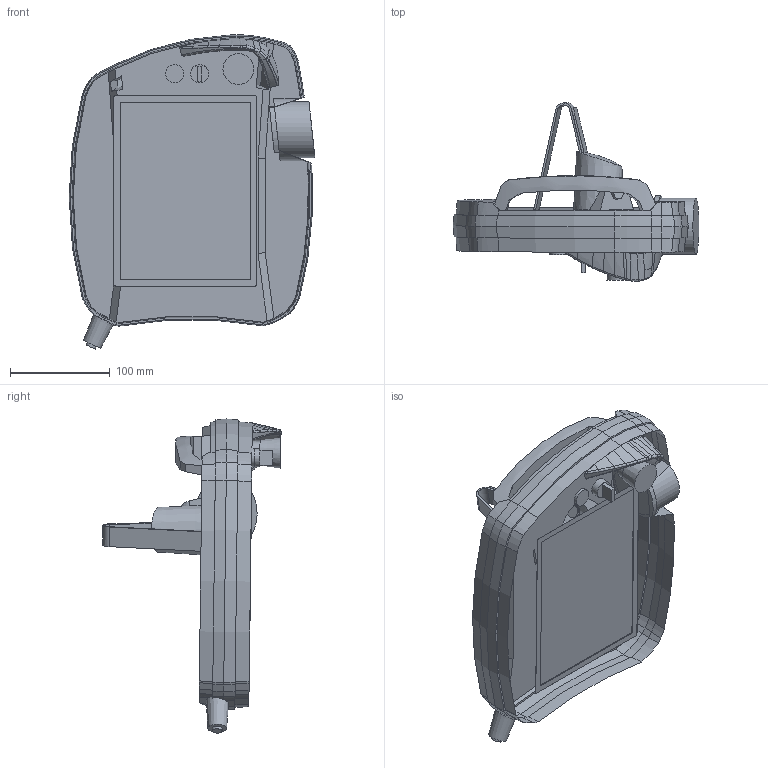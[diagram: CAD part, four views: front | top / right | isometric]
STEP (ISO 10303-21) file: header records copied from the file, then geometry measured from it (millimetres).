
FILE_DESCRIPTION(/* description */ (''),/* implementation_level */ '2;1');
FILE_NAME(/* name */ 'Smart-Pad.stp',/* time_stamp */ '2013-02-12T08:28:53+01:00',/* author */ (''),/* organization */ (''),/* preprocessor_version */ 'ST-DEVELOPER v11',/* originating_system */ 'SIEMENS PLM Software NX 7.5',/* authorisation */ '');
FILE_SCHEMA (('AUTOMOTIVE_DESIGN { 1 0 10303 214 1 1 1 1 }'));
Length unit declared in the file: millimetre
Products named in the file (1): Smart-Pad
Bounding box: 246.87 x 179.48 x 315.62 mm (x, y, z)
Volume: 2938814.4 mm3; surface area: 222697.6 mm2
Topology: 7 solids, 7 shells, 253 faces, 665 edges, 430 vertices
Faces by surface type: bspline 99, plane 79, cone 55, cylinder 20
Full cylindrical faces by diameter (mm): 10 x1, 13 x4, 18 x2, 23 x1, 56.5 x1
Entity records: 18895 total; most frequent: CARTESIAN_POINT 12740, ORIENTED_EDGE 1282, DIRECTION 779, EDGE_CURVE 641, VERTEX_POINT 420, B_SPLINE_CURVE_WITH_KNOTS 320, AXIS2_PLACEMENT_3D 306, EDGE_LOOP 275
